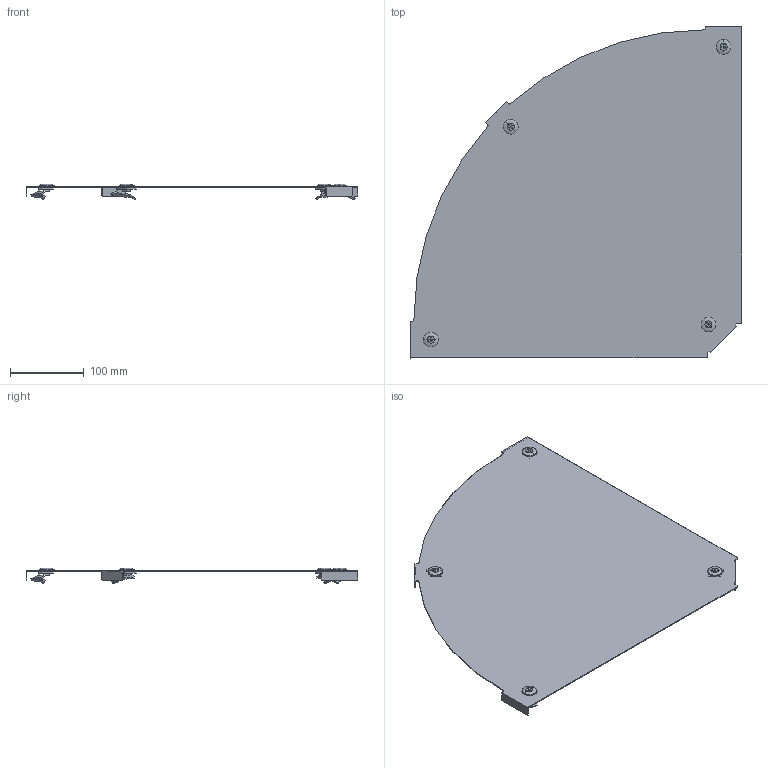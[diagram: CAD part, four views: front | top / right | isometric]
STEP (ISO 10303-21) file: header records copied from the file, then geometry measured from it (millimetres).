
FILE_DESCRIPTION (( 'STEP AP203' ), '1' );
FILE_NAME ('7138508.STEP', '2019-11-04T12:25:02', ( '' ), ( '' ), 'SwSTEP 2.0', 'SolidWorks 2018', '' );
FILE_SCHEMA (( 'CONFIG_CONTROL_DESIGN' ));
Length unit declared in the file: millimetre
Products named in the file (5): 109905_quadratisch; 7138508; 048003_NB=400 d-16,5 f〉 Helix-Drehriegel; 120072_Standard; 099600_Standard
Assembly tree (7 placements, depth 3):
  7138508
    048003_NB=400 d-16,5 f〉 Helix-Drehriegel
    120072_Standard  x4
      099600_Standard
      109905_quadratisch
Bounding box: 450.99 x 450.99 x 21.36 mm (x, y, z)
Volume: 220015.4 mm3; surface area: 347134.1 mm2
Topology: 9 solids, 9 shells, 349 faces, 985 edges, 658 vertices
Faces by surface type: plane 176, bspline 88, cone 44, cylinder 25, torus 16
Entity records: 6562 total; most frequent: CARTESIAN_POINT 2670, ORIENTED_EDGE 754, DIRECTION 586, EDGE_CURVE 377, VERTEX_POINT 253, VECTOR 212, LINE 212, AXIS2_PLACEMENT_3D 187
